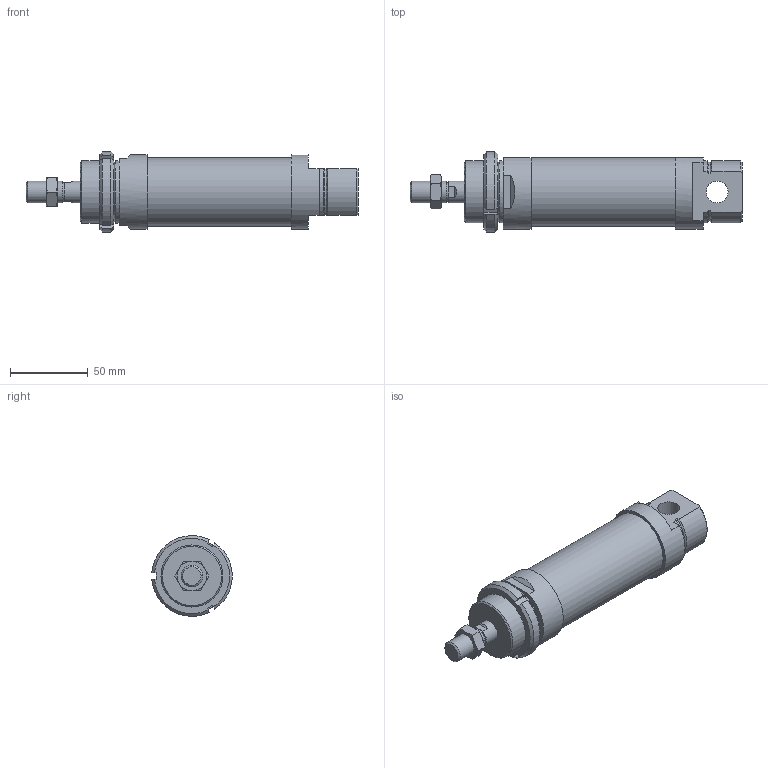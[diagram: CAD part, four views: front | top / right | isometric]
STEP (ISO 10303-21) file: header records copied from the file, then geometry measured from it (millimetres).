
FILE_DESCRIPTION( ( 'STEP AP214' ), '1' );
FILE_NAME( '1260.40.50.A.M(0).stp', '2021-09-14T15:04:16', ( 'License CC BY-ND 4.0' ), ( 'CADENAS' ), ' ', 'PARTsolutions', ' ' );
FILE_SCHEMA( ( 'AUTOMOTIVE_DESIGN { 1 0 10303 214 1 1 1 1 }' ) );
Length unit declared in the file: millimetre
Products named in the file (7): 1260.40.50.A.M(0); _barrel_iso_6432_40060AM50; _fh_iso_6432_400; _1200.40.05; _rh_iso_6432_400; _rod_iso_6432_40060AM50; _n_iso_6432_40
Assembly tree (6 placements, depth 2):
  1260.40.50.A.M(0)
    _barrel_iso_6432_40060AM50
    _fh_iso_6432_400
    _1200.40.05
    _rh_iso_6432_400
    _rod_iso_6432_40060AM50
    _n_iso_6432_40
Bounding box: 214 x 51.92 x 51.96 mm (x, y, z)
Volume: 245402.6 mm3; surface area: 60377.8 mm2
Topology: 6 solids, 6 shells, 110 faces, 253 edges, 160 vertices
Faces by surface type: plane 50, cone 34, cylinder 26
Full cylindrical faces by diameter (mm): 10.106 x1, 11.445 x2, 12 x1, 14 x4, 28 x2, 38.2 x1, 38.376 x1, 40 x2, 44 x1
Entity records: 4084 total; most frequent: CARTESIAN_POINT 705, DIRECTION 504, ORIENTED_EDGE 452, EDGE_CURVE 226, AXIS2_PLACEMENT_3D 209, VERTEX_POINT 158, EDGE_LOOP 150, FACE_OUTER_BOUND 125
